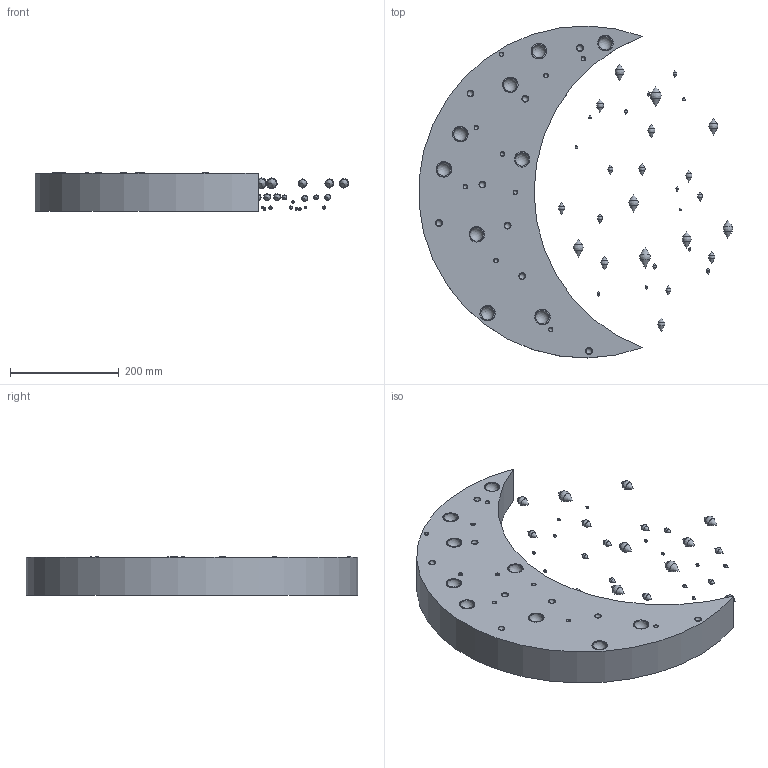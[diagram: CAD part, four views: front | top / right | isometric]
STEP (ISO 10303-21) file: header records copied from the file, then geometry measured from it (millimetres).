
FILE_DESCRIPTION(/* description */ (''),/* implementation_level */ '2;1');
FILE_NAME(/* name */ 'Moon _ Stars.step',/* time_stamp */ '2025-05-23T20:43:56-04:00',/* author */ (''),/* organization */ (''),/* preprocessor_version */ 'ST-DEVELOPER v20.1',/* originating_system */ 'Autodesk Translation Framework v14.4.0.0',/* authorisation */ '');
FILE_SCHEMA (('AUTOMOTIVE_DESIGN { 1 0 10303 214 3 1 1 }'));
Length unit declared in the file: millimetre
Products named in the file (1): Moon _ Stars
Bounding box: 575.73 x 609.48 x 70.26 mm (x, y, z)
Volume: 8816494.3 mm3; surface area: 445322.5 mm2
Topology: 60 solids, 60 shells, 235 faces, 543 edges, 362 vertices
Faces by surface type: cone 66, plane 56, sphere 52, bspline 33, cylinder 28
Full cylindrical faces by diameter (mm): 8.203 x1, 8.279 x7, 12.237 x1, 12.339 x7, 28.166 x1, 28.34 x6, 28.427 x1
Entity records: 7045 total; most frequent: CARTESIAN_POINT 1881, DIRECTION 1156, ORIENTED_EDGE 850, AXIS2_PLACEMENT_3D 528, EDGE_CURVE 425, VERTEX_POINT 362, CIRCLE 325, EDGE_LOOP 287
